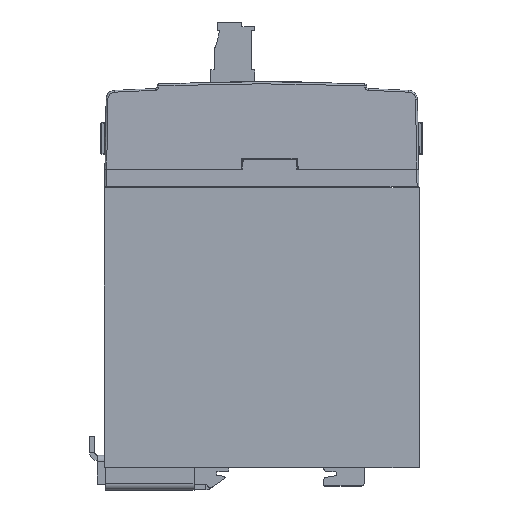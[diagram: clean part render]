
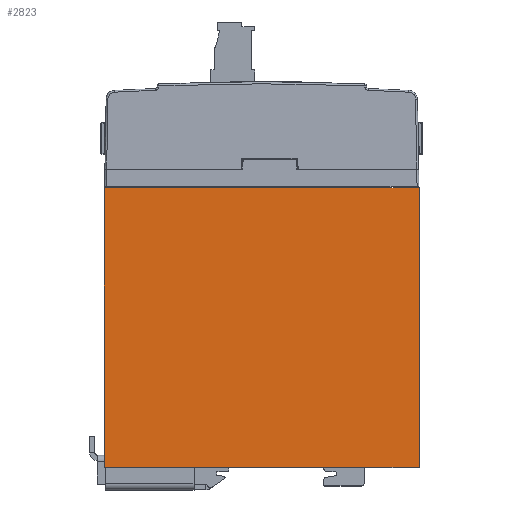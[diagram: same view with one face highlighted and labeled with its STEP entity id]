
A CAD part, top view. The second image highlights one B-rep face of the part: STEP entity #2823.
In plain terms, the highlighted face is planar.
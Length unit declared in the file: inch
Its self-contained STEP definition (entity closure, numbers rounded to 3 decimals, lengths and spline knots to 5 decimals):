
#1223 = DIRECTION ( 'NONE',  ( 0., -1., 0. ) ) ;
#2823 = ADVANCED_FACE ( 'NONE', ( #85156 ), #146032, .F. ) ;
#6617 = LINE ( 'NONE', #32482, #107804 ) ;
#8445 = VERTEX_POINT ( 'NONE', #31659 ) ;
#20808 = AXIS2_PLACEMENT_3D ( 'NONE', #66972, #80194, #1223 ) ;
#22967 = CARTESIAN_POINT ( 'NONE',  ( 0.44291, -1.5748, -1.77165 ) ) ;
#23513 = EDGE_LOOP ( 'NONE', ( #45707, #27075, #49979, #42029 ) ) ;
#27075 = ORIENTED_EDGE ( 'NONE', *, *, #81937, .F. ) ;
#31659 = CARTESIAN_POINT ( 'NONE',  ( 0.44291, 1.5748, -1.77165 ) ) ;
#32482 = CARTESIAN_POINT ( 'NONE',  ( 0.44291, -1.5748, 1.77165 ) ) ;
#39392 = CARTESIAN_POINT ( 'NONE',  ( 0.44291, -1.5748, -1.77165 ) ) ;
#42029 = ORIENTED_EDGE ( 'NONE', *, *, #112778, .T. ) ;
#45567 = LINE ( 'NONE', #22967, #80682 ) ;
#45707 = ORIENTED_EDGE ( 'NONE', *, *, #88515, .T. ) ;
#46063 = LINE ( 'NONE', #70537, #147291 ) ;
#49979 = ORIENTED_EDGE ( 'NONE', *, *, #115432, .F. ) ;
#51601 = CARTESIAN_POINT ( 'NONE',  ( 0.44291, 1.5748, 1.77165 ) ) ;
#52197 = DIRECTION ( 'NONE',  ( 0., 0., -1. ) ) ;
#53810 = VERTEX_POINT ( 'NONE', #140854 ) ;
#66972 = CARTESIAN_POINT ( 'NONE',  ( 0.44291, -1.5748, 1.77165 ) ) ;
#70537 = CARTESIAN_POINT ( 'NONE',  ( 0.44291, -1.5748, 1.77165 ) ) ;
#72256 = DIRECTION ( 'NONE',  ( 0., 0., -1. ) ) ;
#78727 = VERTEX_POINT ( 'NONE', #39392 ) ;
#80194 = DIRECTION ( 'NONE',  ( -1., 0., 0. ) ) ;
#80682 = VECTOR ( 'NONE', #154534, 39.37008 ) ;
#81937 = EDGE_CURVE ( 'NONE', #155475, #8445, #142880, .T. ) ;
#85156 = FACE_OUTER_BOUND ( 'NONE', #23513, .T. ) ;
#88515 = EDGE_CURVE ( 'NONE', #78727, #8445, #45567, .T. ) ;
#107804 = VECTOR ( 'NONE', #72256, 39.37008 ) ;
#112778 = EDGE_CURVE ( 'NONE', #53810, #78727, #6617, .T. ) ;
#115432 = EDGE_CURVE ( 'NONE', #53810, #155475, #46063, .T. ) ;
#123079 = DIRECTION ( 'NONE',  ( 0., 1., 0. ) ) ;
#140854 = CARTESIAN_POINT ( 'NONE',  ( 0.44291, -1.5748, 1.77165 ) ) ;
#142880 = LINE ( 'NONE', #51601, #151176 ) ;
#146032 = PLANE ( 'NONE',  #20808 ) ;
#147291 = VECTOR ( 'NONE', #123079, 39.37008 ) ;
#151176 = VECTOR ( 'NONE', #52197, 39.37008 ) ;
#154534 = DIRECTION ( 'NONE',  ( 0., 1., 0. ) ) ;
#155475 = VERTEX_POINT ( 'NONE', #167619 ) ;
#167619 = CARTESIAN_POINT ( 'NONE',  ( 0.44291, 1.5748, 1.77165 ) ) ;
